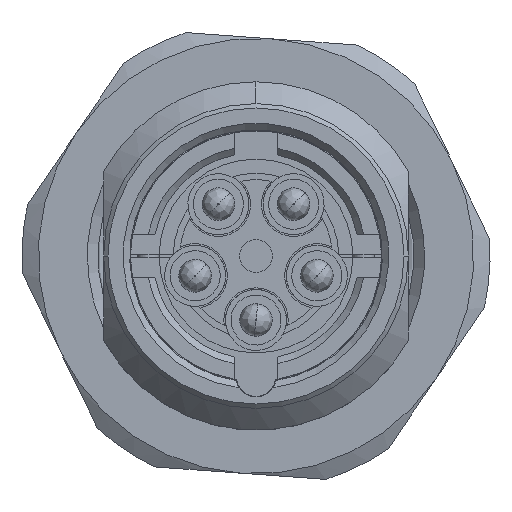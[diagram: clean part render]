
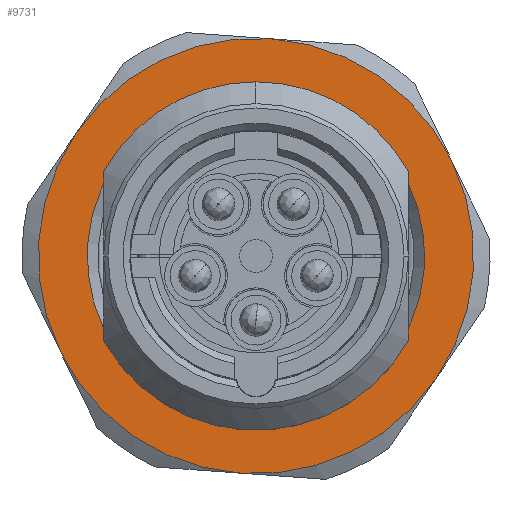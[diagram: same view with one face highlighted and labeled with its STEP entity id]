
A CAD part, front view. The second image highlights one B-rep face of the part: STEP entity #9731.
In plain terms, the highlighted planar face has unit normal (0, -1, 0).
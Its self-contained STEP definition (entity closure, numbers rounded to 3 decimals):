
#24 = CARTESIAN_POINT ( 'NONE',  ( -8.274, -1.1, 5.616 ) ) ;
#30 = VERTEX_POINT ( 'NONE', #24 ) ;
#191 = AXIS2_PLACEMENT_3D ( 'NONE', #1096, #1061, #1220 ) ;
#245 = PLANE ( 'NONE',  #3132 ) ;
#664 = ORIENTED_EDGE ( 'NONE', *, *, #12550, .F. ) ;
#740 = DIRECTION ( 'NONE',  ( 0., 1., 0. ) ) ;
#982 = CIRCLE ( 'NONE', #191, 7.75 ) ;
#1041 = DIRECTION ( 'NONE',  ( 0., 1., 0. ) ) ;
#1061 = DIRECTION ( 'NONE',  ( 0., -1., 0. ) ) ;
#1096 = CARTESIAN_POINT ( 'NONE',  ( 0., -1.1, 0. ) ) ;
#1146 = VERTEX_POINT ( 'NONE', #8987 ) ;
#1220 = DIRECTION ( 'NONE',  ( -0.073, 0., -0.997 ) ) ;
#1256 = ORIENTED_EDGE ( 'NONE', *, *, #11442, .F. ) ;
#1310 = CIRCLE ( 'NONE', #3128, 10. ) ;
#1496 = AXIS2_PLACEMENT_3D ( 'NONE', #4961, #12105, #5954 ) ;
#1665 = DIRECTION ( 'NONE',  ( 0., 1., 0. ) ) ;
#1670 = CARTESIAN_POINT ( 'NONE',  ( -0.563, -1.1, -7.73 ) ) ;
#1760 = CARTESIAN_POINT ( 'NONE',  ( 8.274, -1.1, -5.616 ) ) ;
#1824 = EDGE_CURVE ( 'NONE', #3324, #2329, #7811, .T. ) ;
#1849 = VERTEX_POINT ( 'NONE', #8898 ) ;
#1996 = EDGE_LOOP ( 'NONE', ( #1256, #7266, #10268, #664, #9910, #8529 ) ) ;
#2146 = DIRECTION ( 'NONE',  ( 0., 1., 0. ) ) ;
#2159 = EDGE_CURVE ( 'NONE', #2329, #3324, #982, .T. ) ;
#2329 = VERTEX_POINT ( 'NONE', #6265 ) ;
#2556 = CARTESIAN_POINT ( 'NONE',  ( 0., -1.1, 0. ) ) ;
#2562 = AXIS2_PLACEMENT_3D ( 'NONE', #7575, #1665, #8660 ) ;
#2815 = CIRCLE ( 'NONE', #7355, 10. ) ;
#3128 = AXIS2_PLACEMENT_3D ( 'NONE', #2556, #9629, #3554 ) ;
#3132 = AXIS2_PLACEMENT_3D ( 'NONE', #6013, #2146, #9210 ) ;
#3200 = VERTEX_POINT ( 'NONE', #5592 ) ;
#3324 = VERTEX_POINT ( 'NONE', #1670 ) ;
#3554 = DIRECTION ( 'NONE',  ( -0.997, 0., 0.073 ) ) ;
#4222 = DIRECTION ( 'NONE',  ( 0., 1., 0. ) ) ;
#4292 = AXIS2_PLACEMENT_3D ( 'NONE', #9284, #8414, #6269 ) ;
#4961 = CARTESIAN_POINT ( 'NONE',  ( 0., -1.1, 0. ) ) ;
#5592 = CARTESIAN_POINT ( 'NONE',  ( 9.001, -1.1, 4.358 ) ) ;
#5954 = DIRECTION ( 'NONE',  ( 0.073, 0., 0.997 ) ) ;
#6013 = CARTESIAN_POINT ( 'NONE',  ( 0., -1.1, 0. ) ) ;
#6265 = CARTESIAN_POINT ( 'NONE',  ( 0.563, -1.1, 7.73 ) ) ;
#6269 = DIRECTION ( 'NONE',  ( -0.073, 0., -0.997 ) ) ;
#6552 = FACE_OUTER_BOUND ( 'NONE', #1996, .T. ) ;
#6575 = CARTESIAN_POINT ( 'NONE',  ( 0., -1.1, 0. ) ) ;
#6893 = CARTESIAN_POINT ( 'NONE',  ( 0., -1.1, 0. ) ) ;
#7266 = ORIENTED_EDGE ( 'NONE', *, *, #11619, .F. ) ;
#7285 = ORIENTED_EDGE ( 'NONE', *, *, #1824, .F. ) ;
#7355 = AXIS2_PLACEMENT_3D ( 'NONE', #10331, #4222, #11330 ) ;
#7575 = CARTESIAN_POINT ( 'NONE',  ( 0., -1.1, 0. ) ) ;
#7611 = DIRECTION ( 'NONE',  ( -0.997, 0., 0.073 ) ) ;
#7810 = AXIS2_PLACEMENT_3D ( 'NONE', #6575, #740, #7611 ) ;
#7811 = CIRCLE ( 'NONE', #4292, 7.75 ) ;
#7971 = DIRECTION ( 'NONE',  ( 0.073, 0., 0.997 ) ) ;
#8414 = DIRECTION ( 'NONE',  ( 0., -1., 0. ) ) ;
#8509 = VERTEX_POINT ( 'NONE', #10234 ) ;
#8529 = ORIENTED_EDGE ( 'NONE', *, *, #11285, .F. ) ;
#8660 = DIRECTION ( 'NONE',  ( -0.997, 0., 0.073 ) ) ;
#8898 = CARTESIAN_POINT ( 'NONE',  ( -0.726, -1.1, -9.974 ) ) ;
#8987 = CARTESIAN_POINT ( 'NONE',  ( -9.001, -1.1, -4.358 ) ) ;
#9210 = DIRECTION ( 'NONE',  ( 0.073, 0., 0.997 ) ) ;
#9284 = CARTESIAN_POINT ( 'NONE',  ( 0., -1.1, 0. ) ) ;
#9629 = DIRECTION ( 'NONE',  ( 0., 1., 0. ) ) ;
#9731 = ADVANCED_FACE ( 'NONE', ( #6552, #12048 ), #245, .F. ) ;
#9782 = CIRCLE ( 'NONE', #11767, 10. ) ;
#9910 = ORIENTED_EDGE ( 'NONE', *, *, #12804, .F. ) ;
#10234 = CARTESIAN_POINT ( 'NONE',  ( 0.726, -1.1, 9.974 ) ) ;
#10268 = ORIENTED_EDGE ( 'NONE', *, *, #11876, .F. ) ;
#10331 = CARTESIAN_POINT ( 'NONE',  ( 0., -1.1, 0. ) ) ;
#10346 = EDGE_LOOP ( 'NONE', ( #7285, #12080 ) ) ;
#10817 = VERTEX_POINT ( 'NONE', #1760 ) ;
#11049 = CIRCLE ( 'NONE', #7810, 10. ) ;
#11285 = EDGE_CURVE ( 'NONE', #8509, #3200, #1310, .T. ) ;
#11330 = DIRECTION ( 'NONE',  ( 0.073, 0., 0.997 ) ) ;
#11442 = EDGE_CURVE ( 'NONE', #30, #8509, #9782, .T. ) ;
#11491 = CIRCLE ( 'NONE', #1496, 10. ) ;
#11619 = EDGE_CURVE ( 'NONE', #1146, #30, #2815, .T. ) ;
#11643 = CIRCLE ( 'NONE', #2562, 10. ) ;
#11767 = AXIS2_PLACEMENT_3D ( 'NONE', #6893, #1041, #7971 ) ;
#11876 = EDGE_CURVE ( 'NONE', #1849, #1146, #11049, .T. ) ;
#12048 = FACE_BOUND ( 'NONE', #10346, .T. ) ;
#12080 = ORIENTED_EDGE ( 'NONE', *, *, #2159, .F. ) ;
#12105 = DIRECTION ( 'NONE',  ( 0., 1., 0. ) ) ;
#12550 = EDGE_CURVE ( 'NONE', #10817, #1849, #11491, .T. ) ;
#12804 = EDGE_CURVE ( 'NONE', #3200, #10817, #11643, .T. ) ;
